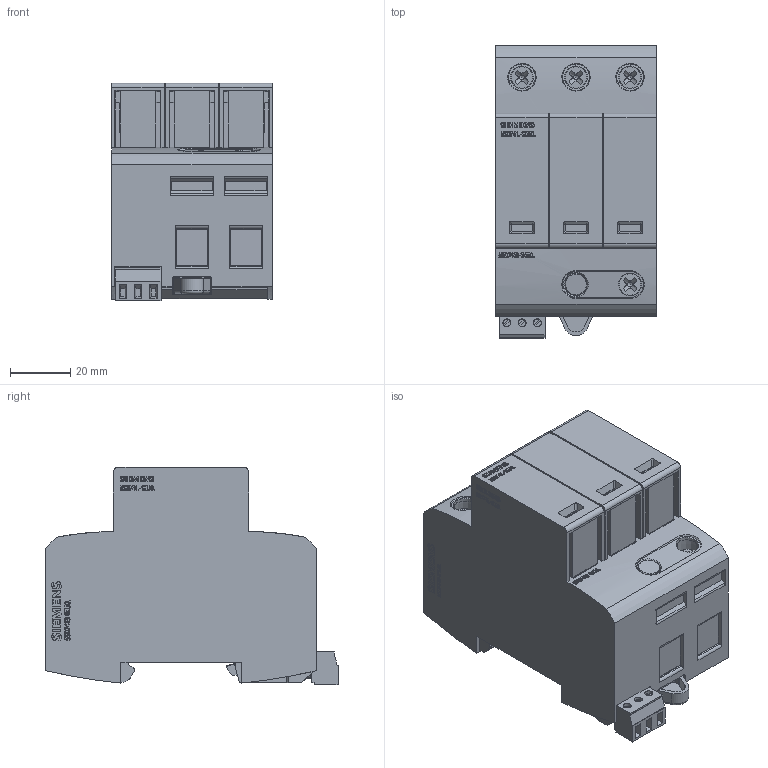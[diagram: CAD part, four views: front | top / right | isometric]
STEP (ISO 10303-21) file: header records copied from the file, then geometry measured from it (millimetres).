
FILE_DESCRIPTION(/* description */ (''),/* implementation_level */ '2;1');
FILE_NAME(/* name */ '5SD7413-1KU0x_3D_v.stp',/* time_stamp */ '2024-02-05T16:00:47+01:00',/* author */ (''),/* organization */ (''),/* preprocessor_version */ 'ST-DEVELOPER v18.101',/* originating_system */ 'SIEMENS PLM Software NX 2008',/* authorisation */ '');
FILE_SCHEMA (('AUTOMOTIVE_DESIGN { 1 0 10303 214 3 1 1 1 }'));
Products named in the file (1): DG MU_DG SU_3TE_SIEMEN_mit_Klemme_simplified_SA
Bounding box: 53.5 x 97.3 x 72.45 mm (x, y, z)
Volume: 268128.9 mm3; surface area: 41283.6 mm2
Topology: 1 solids, 2 shells, 1329 faces, 3622 edges, 2408 vertices
Faces by surface type: plane 1006, cylinder 152, extrusion 107, cone 43, torus 13, bspline 6, sphere 2
Entity records: 56392 total; most frequent: CARTESIAN_POINT 15947, ORIENTED_EDGE 7176, DIRECTION 5101, EDGE_CURVE 3588, VERTEX_POINT 2400, VECTOR 1927, LINE 1820, AXIS2_PLACEMENT_3D 1587
